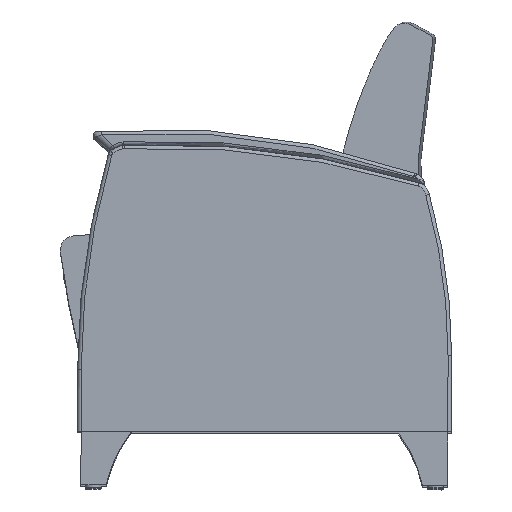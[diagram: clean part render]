
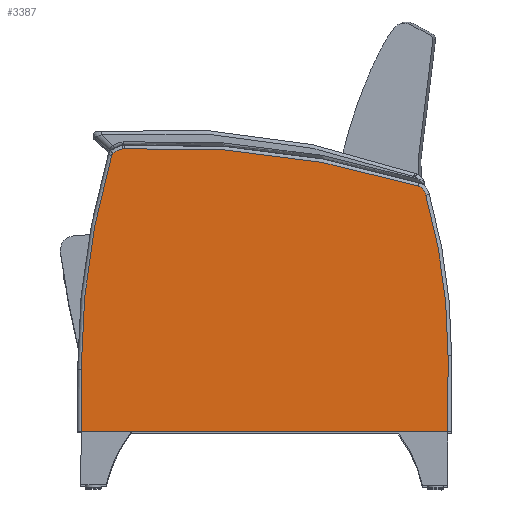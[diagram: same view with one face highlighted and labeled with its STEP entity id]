
A CAD part, top view. The second image highlights one B-rep face of the part: STEP entity #3387.
In plain terms, the highlighted planar face has unit normal (0, 0, 1).
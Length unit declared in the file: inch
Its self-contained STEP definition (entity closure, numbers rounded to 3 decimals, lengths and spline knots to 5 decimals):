
#409=PLANE('',#3784);
#571=FACE_OUTER_BOUND('',#791,.T.);
#791=EDGE_LOOP('',(#2772,#2773,#2774,#2775,#2776,#2777,#2778,#2779,#2780,
#2781));
#967=LINE('',#6440,#1124);
#969=LINE('',#6486,#1126);
#985=LINE('',#6610,#1142);
#1124=VECTOR('',#4378,0.3937);
#1126=VECTOR('',#4416,0.3937);
#1142=VECTOR('',#4518,0.3937);
#1287=CIRCLE('',#3715,0.25);
#1291=CIRCLE('',#3720,53.84447);
#1295=CIRCLE('',#3726,1.61874);
#1298=CIRCLE('',#3730,0.75);
#1301=CIRCLE('',#3734,59.75);
#1303=CIRCLE('',#3737,0.75);
#1306=CIRCLE('',#3742,40.58554);
#1566=VERTEX_POINT('',#6401);
#1567=VERTEX_POINT('',#6402);
#1571=VERTEX_POINT('',#6423);
#1573=VERTEX_POINT('',#6438);
#1574=VERTEX_POINT('',#6442);
#1576=VERTEX_POINT('',#6448);
#1578=VERTEX_POINT('',#6454);
#1581=VERTEX_POINT('',#6462);
#1582=VERTEX_POINT('',#6479);
#1585=VERTEX_POINT('',#6484);
#1953=EDGE_CURVE('',#1566,#1567,#1287,.T.);
#1959=EDGE_CURVE('',#1571,#1566,#1291,.T.);
#1962=EDGE_CURVE('',#1573,#1571,#967,.T.);
#1965=EDGE_CURVE('',#1567,#1574,#1295,.T.);
#1968=EDGE_CURVE('',#1574,#1576,#1298,.T.);
#1971=EDGE_CURVE('',#1576,#1578,#1301,.T.);
#1973=EDGE_CURVE('',#1578,#1581,#1303,.T.);
#1978=EDGE_CURVE('',#1585,#1582,#969,.T.);
#1979=EDGE_CURVE('',#1581,#1585,#1306,.T.);
#2020=EDGE_CURVE('',#1582,#1573,#985,.T.);
#2772=ORIENTED_EDGE('',*,*,#1962,.F.);
#2773=ORIENTED_EDGE('',*,*,#2020,.F.);
#2774=ORIENTED_EDGE('',*,*,#1978,.F.);
#2775=ORIENTED_EDGE('',*,*,#1979,.F.);
#2776=ORIENTED_EDGE('',*,*,#1973,.F.);
#2777=ORIENTED_EDGE('',*,*,#1971,.F.);
#2778=ORIENTED_EDGE('',*,*,#1968,.F.);
#2779=ORIENTED_EDGE('',*,*,#1965,.F.);
#2780=ORIENTED_EDGE('',*,*,#1953,.F.);
#2781=ORIENTED_EDGE('',*,*,#1959,.F.);
#3387=ADVANCED_FACE('',(#571),#409,.T.);
#3715=AXIS2_PLACEMENT_3D('',#6403,#4361,#4362);
#3720=AXIS2_PLACEMENT_3D('',#6434,#4371,#4372);
#3726=AXIS2_PLACEMENT_3D('',#6446,#4385,#4386);
#3730=AXIS2_PLACEMENT_3D('',#6452,#4393,#4394);
#3734=AXIS2_PLACEMENT_3D('',#6458,#4401,#4402);
#3737=AXIS2_PLACEMENT_3D('',#6463,#4407,#4408);
#3742=AXIS2_PLACEMENT_3D('',#6488,#4419,#4420);
#3784=AXIS2_PLACEMENT_3D('',#6611,#4519,#4520);
#4361=DIRECTION('center_axis',(0.,0.,-1.));
#4362=DIRECTION('ref_axis',(-0.844,0.537,0.));
#4371=DIRECTION('center_axis',(0.,0.,-1.));
#4372=DIRECTION('ref_axis',(-0.99,0.14,0.));
#4378=DIRECTION('',(0.,1.,0.));
#4385=DIRECTION('center_axis',(0.,0.,-1.));
#4386=DIRECTION('ref_axis',(-0.425,0.905,0.));
#4393=DIRECTION('center_axis',(0.,0.,-1.));
#4394=DIRECTION('ref_axis',(-0.128,0.992,0.));
#4401=DIRECTION('center_axis',(0.,0.,-1.));
#4402=DIRECTION('ref_axis',(0.124,0.992,0.));
#4407=DIRECTION('center_axis',(0.,0.,-1.));
#4408=DIRECTION('ref_axis',(0.761,0.649,0.));
#4416=DIRECTION('',(0.,-1.,0.));
#4419=DIRECTION('center_axis',(0.,0.,-1.));
#4420=DIRECTION('ref_axis',(0.99,0.139,0.));
#4518=DIRECTION('',(-1.,0.,0.));
#4519=DIRECTION('center_axis',(0.,0.,1.));
#4520=DIRECTION('ref_axis',(1.,0.,0.));
#6401=CARTESIAN_POINT('',(-12.3965,20.65936,2.75));
#6402=CARTESIAN_POINT('',(-12.30759,20.8021,2.75));
#6403=CARTESIAN_POINT('Origin',(-12.15221,20.60625,2.75));
#6423=CARTESIAN_POINT('',(-14.50196,5.72409,2.75));
#6434=CARTESIAN_POINT('Origin',(39.34251,5.74957,2.75));
#6438=CARTESIAN_POINT('',(-14.50196,1.38751,2.75));
#6440=CARTESIAN_POINT('',(-14.50196,5.41302,2.75));
#6442=CARTESIAN_POINT('',(-11.63546,21.11791,2.75));
#6446=CARTESIAN_POINT('Origin',(-11.3015,19.534,2.75));
#6448=CARTESIAN_POINT('',(-11.51791,21.13312,2.75));
#6452=CARTESIAN_POINT('Origin',(-11.48073,20.38404,2.75));
#6454=CARTESIAN_POINT('',(9.03893,18.55741,2.75));
#6458=CARTESIAN_POINT('Origin',(-8.55543,-38.54339,2.75));
#6462=CARTESIAN_POINT('',(9.56287,17.92892,2.75));
#6463=CARTESIAN_POINT('Origin',(8.81808,17.84066,2.75));
#6479=CARTESIAN_POINT('',(11.14024,1.38751,2.75));
#6484=CARTESIAN_POINT('',(11.14024,6.72403,2.75));
#6486=CARTESIAN_POINT('',(11.14024,8.58129,2.75));
#6488=CARTESIAN_POINT('Origin',(-29.4453,6.72403,2.75));
#6610=CARTESIAN_POINT('',(12.28079,1.38751,2.75));
#6611=CARTESIAN_POINT('Origin',(-1.61059,10.43854,2.75));
